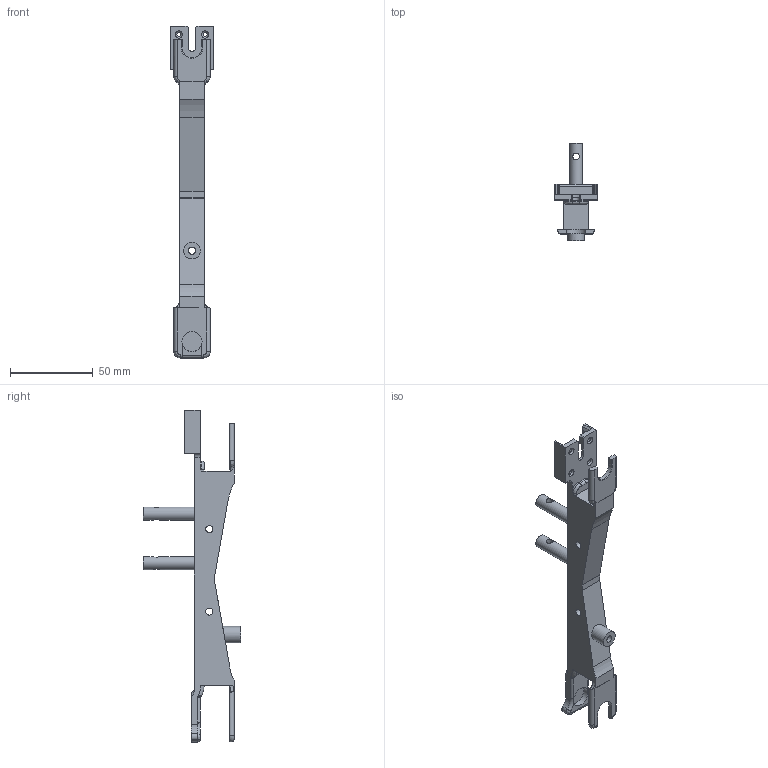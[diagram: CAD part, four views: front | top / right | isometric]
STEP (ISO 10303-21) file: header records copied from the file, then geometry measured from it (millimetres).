
FILE_DESCRIPTION(/* description */ (''),/* implementation_level */ '2;1');
FILE_NAME(/* name */ 'Wall.step',/* time_stamp */ '2024-11-15T09:44:15+01:00',/* author */ (''),/* organization */ (''),/* preprocessor_version */ 'ST-DEVELOPER v20',/* originating_system */ 'Autodesk Translation Framework v13.20.0.188',/* authorisation */ '');
FILE_SCHEMA (('AUTOMOTIVE_DESIGN { 1 0 10303 214 3 1 1 }'));
Length unit declared in the file: millimetre
Products named in the file (1): Wall_V5
Bounding box: 26.3 x 59 x 201.15 mm (x, y, z)
Volume: 46702.4 mm3; surface area: 19002.6 mm2
Topology: 1 solids, 1 shells, 155 faces, 424 edges, 273 vertices
Faces by surface type: plane 64, cylinder 50, bspline 25, torus 12, cone 4
Full cylindrical faces by diameter (mm): 2.4 x4, 4 x2, 4.3 x3, 8 x2, 10 x1, 12.2 x1
Entity records: 6232 total; most frequent: CARTESIAN_POINT 2293, ORIENTED_EDGE 846, DIRECTION 783, EDGE_CURVE 423, AXIS2_PLACEMENT_3D 287, VERTEX_POINT 273, LINE 209, VECTOR 209
